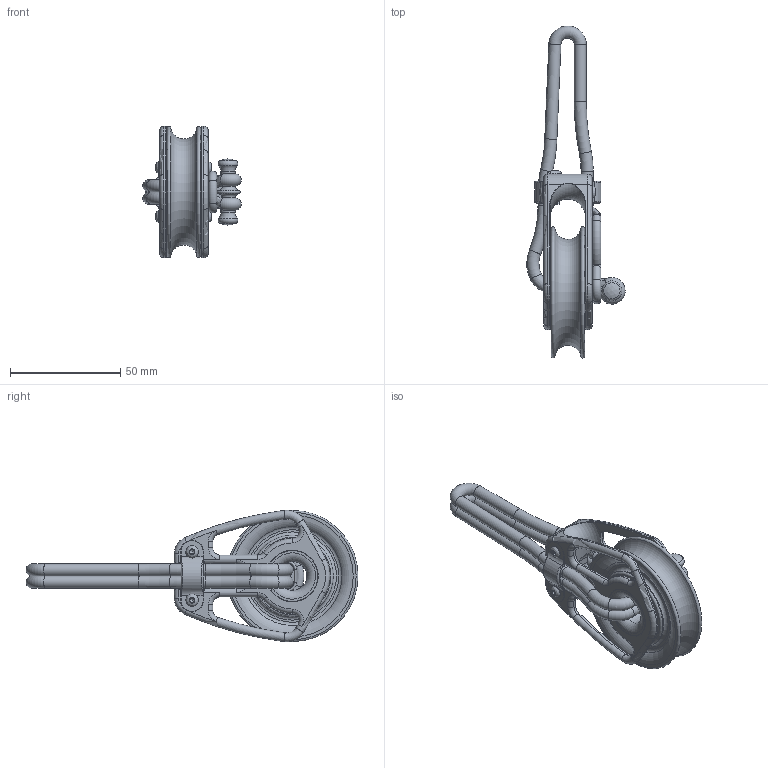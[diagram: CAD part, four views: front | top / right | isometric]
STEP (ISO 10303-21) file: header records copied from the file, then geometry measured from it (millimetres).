
FILE_DESCRIPTION(/* description */ (''),/* implementation_level */ '2;1');
FILE_NAME(/* name */ 'LS1060.stp',/* time_stamp */ '2020-01-24T17:29:38+01:00',/* author */ ('francesca'),/* organization */ (''),/* preprocessor_version */ 'ST-DEVELOPER v16.5',/* originating_system */ 'Autodesk Inventor 2017',/* authorisation */ '');
FILE_SCHEMA (('CONFIG_CONTROL_DESIGN'));
Length unit declared in the file: millimetre
Products named in the file (1): 20012418
Bounding box: 44.58 x 150.57 x 59.65 mm (x, y, z)
Volume: 59088.9 mm3; surface area: 31267.2 mm2
Topology: 1 solids, 13 shells, 836 faces, 2473 edges, 1556 vertices
Faces by surface type: plane 273, cylinder 229, torus 220, sphere 60, bspline 36, cone 18
Full cylindrical faces by diameter (mm): 3 x4, 3.1 x4, 5.5 x10, 6.5 x2, 13.2 x1, 16 x2, 19.75 x2, 23 x2, 37 x2
Entity records: 29870 total; most frequent: CARTESIAN_POINT 8183, DIRECTION 4667, ORIENTED_EDGE 4574, EDGE_CURVE 2260, AXIS2_PLACEMENT_3D 1952, VERTEX_POINT 1455, EDGE_LOOP 1054, CIRCLE 984
